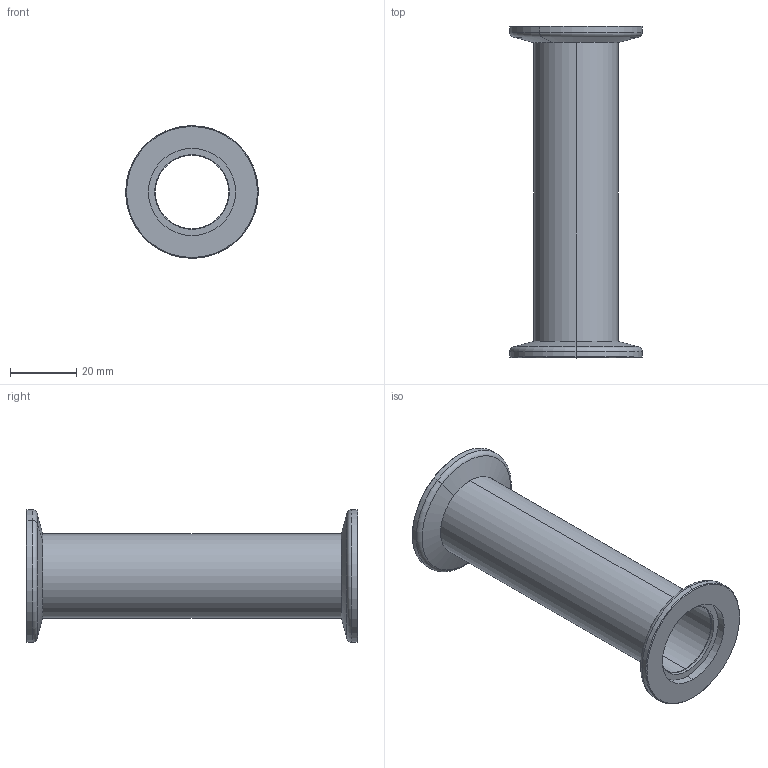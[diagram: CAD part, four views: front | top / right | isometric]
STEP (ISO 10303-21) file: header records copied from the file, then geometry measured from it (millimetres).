
FILE_DESCRIPTION (( 'STEP AP214' ), '1' );
FILE_NAME ('Hositrad_KS25-25.STEP', '2011-09-27T09:26:48', ( '' ), ( '' ), 'SwSTEP 2.0', 'SolidWorks 2011', '' );
FILE_SCHEMA (( 'AUTOMOTIVE_DESIGN' ));
Length unit declared in the file: millimetre
Products named in the file (3): KF25-WS; Hositrad_KS25-25; Tube-full-N
Assembly tree (3 placements, depth 2):
  Hositrad_KS25-25
    KF25-WS  x2
    Tube-full-N
Bounding box: 40 x 100 x 40 mm (x, y, z)
Volume: 17268.9 mm3; surface area: 19030.1 mm2
Topology: 3 solids, 3 shells, 40 faces, 80 edges, 48 vertices
Faces by surface type: cylinder 20, cone 8, plane 8, torus 4
Entity records: 732 total; most frequent: DIRECTION 134, CARTESIAN_POINT 103, ORIENTED_EDGE 92, AXIS2_PLACEMENT_3D 59, EDGE_CURVE 46, CIRCLE 30, EDGE_LOOP 28, VERTEX_POINT 28
